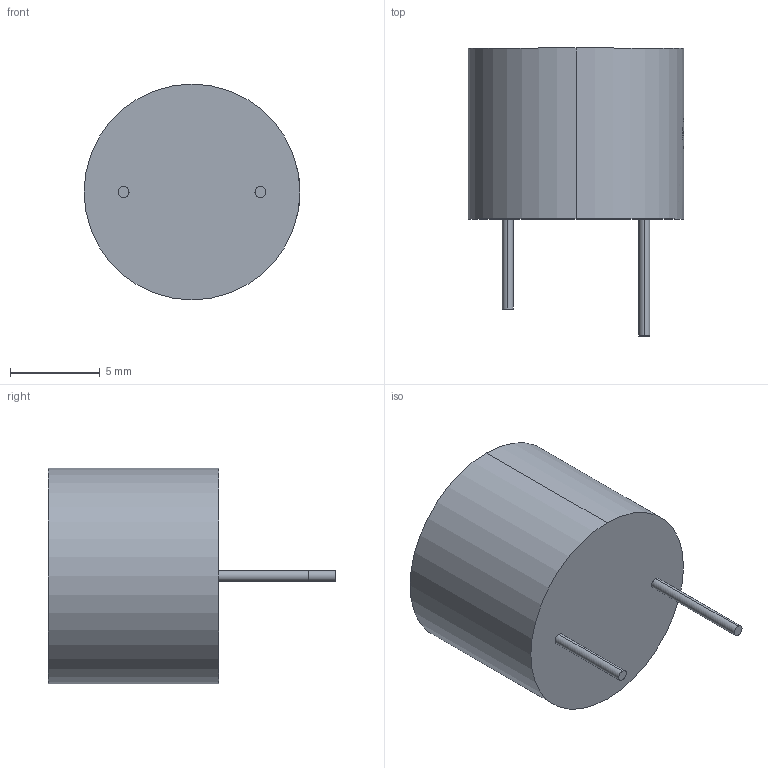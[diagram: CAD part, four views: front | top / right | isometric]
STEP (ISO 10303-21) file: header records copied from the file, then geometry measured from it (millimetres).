
FILE_DESCRIPTION (( 'STEP AP214' ), '1' );
FILE_NAME ('D915D581-AA24-42E2-8A72-CCB8ED858B06.STEP', '2022-10-27T13:42:44', ( '' ), ( '' ), 'SwSTEP 2.0', 'SolidWorks 2022', '' );
FILE_SCHEMA (( 'AUTOMOTIVE_DESIGN' ));
Length unit declared in the file: millimetre
Products named in the file (1): D915D581-AA24-42E2-8A72-CCB8ED858B06
Bounding box: 12 x 16 x 12 mm (x, y, z)
Volume: 1059.9 mm3; surface area: 675.8 mm2
Topology: 5 solids, 5 shells, 48 faces, 108 edges, 72 vertices
Faces by surface type: plane 34, cylinder 14
Entity records: 2006 total; most frequent: CARTESIAN_POINT 297, DIRECTION 234, ORIENTED_EDGE 216, EDGE_CURVE 108, AXIS2_PLACEMENT_3D 81, VECTOR 72, VERTEX_POINT 72, LINE 72
